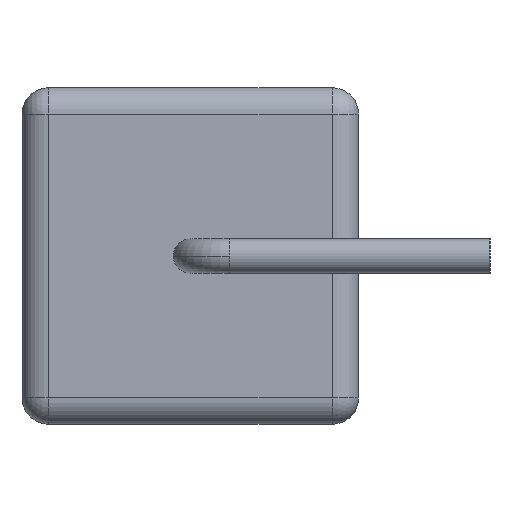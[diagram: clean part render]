
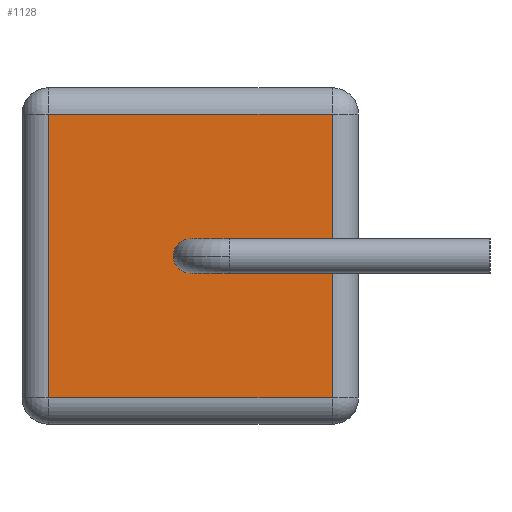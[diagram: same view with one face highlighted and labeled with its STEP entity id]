
A CAD part, left-side view. The second image highlights one B-rep face of the part: STEP entity #1128.
In plain terms, the highlighted planar face has unit normal (-1, 0, 0).
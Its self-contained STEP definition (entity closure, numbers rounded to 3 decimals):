
#7 = DIRECTION ( 'NONE',  ( 0., 0., 1. ) ) ;
#12 = ORIENTED_EDGE ( 'NONE', *, *, #134, .T. ) ;
#20 = AXIS2_PLACEMENT_3D ( 'NONE', #70, #504, #146 ) ;
#38 = CARTESIAN_POINT ( 'NONE',  ( -10., 6.4, 3.2 ) ) ;
#70 = CARTESIAN_POINT ( 'NONE',  ( -10., 3.7, 0. ) ) ;
#93 = EDGE_LOOP ( 'NONE', ( #987, #210, #757, #358 ) ) ;
#107 = CARTESIAN_POINT ( 'NONE',  ( -10., 1., 2.7 ) ) ;
#120 = VECTOR ( 'NONE', #7, 1000. ) ;
#134 = EDGE_CURVE ( 'NONE', #441, #895, #338, .T. ) ;
#144 = VERTEX_POINT ( 'NONE', #492 ) ;
#146 = DIRECTION ( 'NONE',  ( 0., 0., -1. ) ) ;
#165 = CARTESIAN_POINT ( 'NONE',  ( -10., 6.9, 3.2 ) ) ;
#187 = AXIS2_PLACEMENT_3D ( 'NONE', #165, #677, #1138 ) ;
#210 = ORIENTED_EDGE ( 'NONE', *, *, #427, .T. ) ;
#236 = AXIS2_PLACEMENT_3D ( 'NONE', #1020, #1024, #478 ) ;
#295 = VECTOR ( 'NONE', #570, 1000. ) ;
#304 = LINE ( 'NONE', #38, #295 ) ;
#338 = CIRCLE ( 'NONE', #236, 0.325 ) ;
#358 = ORIENTED_EDGE ( 'NONE', *, *, #930, .T. ) ;
#373 = CARTESIAN_POINT ( 'NONE',  ( -10., 6.4, 2.7 ) ) ;
#423 = EDGE_CURVE ( 'NONE', #1051, #144, #1027, .T. ) ;
#427 = EDGE_CURVE ( 'NONE', #144, #528, #635, .T. ) ;
#437 = DIRECTION ( 'NONE',  ( 0., -1., 0. ) ) ;
#441 = VERTEX_POINT ( 'NONE', #1073 ) ;
#443 = CARTESIAN_POINT ( 'NONE',  ( -10., 6.9, -2.7 ) ) ;
#445 = LINE ( 'NONE', #1005, #817 ) ;
#478 = DIRECTION ( 'NONE',  ( 0., 0., -1. ) ) ;
#489 = CARTESIAN_POINT ( 'NONE',  ( -10., 6.4, -2.7 ) ) ;
#492 = CARTESIAN_POINT ( 'NONE',  ( -10., 1., -2.7 ) ) ;
#504 = DIRECTION ( 'NONE',  ( 1., 0., 0. ) ) ;
#514 = FACE_OUTER_BOUND ( 'NONE', #93, .T. ) ;
#528 = VERTEX_POINT ( 'NONE', #107 ) ;
#542 = VERTEX_POINT ( 'NONE', #373 ) ;
#567 = ORIENTED_EDGE ( 'NONE', *, *, #935, .T. ) ;
#570 = DIRECTION ( 'NONE',  ( 0., 0., -1. ) ) ;
#635 = LINE ( 'NONE', #1065, #120 ) ;
#677 = DIRECTION ( 'NONE',  ( 1., 0., 0. ) ) ;
#687 = EDGE_CURVE ( 'NONE', #528, #542, #445, .T. ) ;
#688 = EDGE_LOOP ( 'NONE', ( #12, #567 ) ) ;
#744 = CARTESIAN_POINT ( 'NONE',  ( -10., 3.7, 0.325 ) ) ;
#757 = ORIENTED_EDGE ( 'NONE', *, *, #687, .T. ) ;
#815 = DIRECTION ( 'NONE',  ( 0., 1., 0. ) ) ;
#817 = VECTOR ( 'NONE', #815, 1000. ) ;
#895 = VERTEX_POINT ( 'NONE', #744 ) ;
#930 = EDGE_CURVE ( 'NONE', #542, #1051, #304, .T. ) ;
#935 = EDGE_CURVE ( 'NONE', #895, #441, #1072, .T. ) ;
#987 = ORIENTED_EDGE ( 'NONE', *, *, #423, .T. ) ;
#1005 = CARTESIAN_POINT ( 'NONE',  ( -10., 6.9, 2.7 ) ) ;
#1020 = CARTESIAN_POINT ( 'NONE',  ( -10., 3.7, 0. ) ) ;
#1024 = DIRECTION ( 'NONE',  ( 1., 0., 0. ) ) ;
#1027 = LINE ( 'NONE', #443, #1089 ) ;
#1044 = FACE_BOUND ( 'NONE', #688, .T. ) ;
#1051 = VERTEX_POINT ( 'NONE', #489 ) ;
#1065 = CARTESIAN_POINT ( 'NONE',  ( -10., 1., 3.2 ) ) ;
#1072 = CIRCLE ( 'NONE', #20, 0.325 ) ;
#1073 = CARTESIAN_POINT ( 'NONE',  ( -10., 3.7, -0.325 ) ) ;
#1089 = VECTOR ( 'NONE', #437, 1000. ) ;
#1128 = ADVANCED_FACE ( 'NONE', ( #1044, #514 ), #1130, .F. ) ;
#1130 = PLANE ( 'NONE',  #187 ) ;
#1138 = DIRECTION ( 'NONE',  ( 0., 0., -1. ) ) ;
